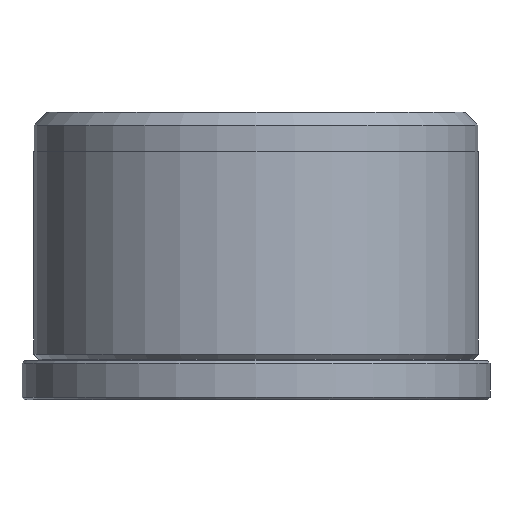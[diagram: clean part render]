
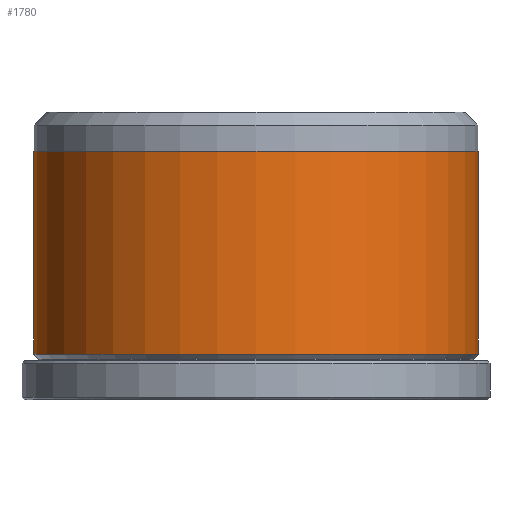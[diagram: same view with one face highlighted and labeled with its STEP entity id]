
A CAD part, front view. The second image highlights one B-rep face of the part: STEP entity #1780.
In plain terms, the highlighted cylindrical face has radius 17 mm (diameter 34 mm), a partial arc.
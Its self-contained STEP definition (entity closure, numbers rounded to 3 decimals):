
#109 = AXIS2_PLACEMENT_3D ( 'NONE', #2142, #2416, #2214 ) ;
#112 = AXIS2_PLACEMENT_3D ( 'NONE', #1982, #1981, #1978 ) ;
#176 = CARTESIAN_POINT ( 'NONE',  ( 17., 0., 19. ) ) ;
#211 = VERTEX_POINT ( 'NONE', #2207 ) ;
#386 = CARTESIAN_POINT ( 'NONE',  ( 17., 0., 3.5 ) ) ;
#493 = AXIS2_PLACEMENT_3D ( 'NONE', #1162, #1146, #1102 ) ;
#546 = VECTOR ( 'NONE', #2178, 1000. ) ;
#602 = VECTOR ( 'NONE', #2187, 1000. ) ;
#664 = LINE ( 'NONE', #2174, #602 ) ;
#722 = VERTEX_POINT ( 'NONE', #176 ) ;
#1075 = EDGE_LOOP ( 'NONE', ( #2441, #2423, #2492, #1393 ) ) ;
#1090 = LINE ( 'NONE', #2124, #546 ) ;
#1102 = DIRECTION ( 'NONE',  ( -1., 0., 0. ) ) ;
#1146 = DIRECTION ( 'NONE',  ( 0., 0., -1. ) ) ;
#1162 = CARTESIAN_POINT ( 'NONE',  ( 0., 0., 22. ) ) ;
#1205 = VERTEX_POINT ( 'NONE', #386 ) ;
#1393 = ORIENTED_EDGE ( 'NONE', *, *, #2135, .F. ) ;
#1432 = FACE_OUTER_BOUND ( 'NONE', #1075, .T. ) ;
#1524 = CIRCLE ( 'NONE', #112, 17. ) ;
#1780 = ADVANCED_FACE ( 'NONE', ( #1432 ), #1917, .T. ) ;
#1906 = CARTESIAN_POINT ( 'NONE',  ( -17., 0., 19. ) ) ;
#1917 = CYLINDRICAL_SURFACE ( 'NONE', #493, 17. ) ;
#1978 = DIRECTION ( 'NONE',  ( 1., 0., 0. ) ) ;
#1981 = DIRECTION ( 'NONE',  ( 0., 0., 1. ) ) ;
#1982 = CARTESIAN_POINT ( 'NONE',  ( 0., 0., 19. ) ) ;
#2102 = VERTEX_POINT ( 'NONE', #1906 ) ;
#2118 = EDGE_CURVE ( 'NONE', #722, #1205, #664, .T. ) ;
#2121 = EDGE_CURVE ( 'NONE', #2102, #211, #1090, .T. ) ;
#2122 = EDGE_CURVE ( 'NONE', #2102, #722, #1524, .T. ) ;
#2124 = CARTESIAN_POINT ( 'NONE',  ( -17., 0., 22. ) ) ;
#2131 = CIRCLE ( 'NONE', #109, 17. ) ;
#2135 = EDGE_CURVE ( 'NONE', #1205, #211, #2131, .T. ) ;
#2142 = CARTESIAN_POINT ( 'NONE',  ( 0., 0., 3.5 ) ) ;
#2174 = CARTESIAN_POINT ( 'NONE',  ( 17., 0., 22. ) ) ;
#2178 = DIRECTION ( 'NONE',  ( 0., 0., -1. ) ) ;
#2187 = DIRECTION ( 'NONE',  ( 0., 0., -1. ) ) ;
#2207 = CARTESIAN_POINT ( 'NONE',  ( -17., 0., 3.5 ) ) ;
#2214 = DIRECTION ( 'NONE',  ( -1., 0., 0. ) ) ;
#2416 = DIRECTION ( 'NONE',  ( 0., 0., -1. ) ) ;
#2423 = ORIENTED_EDGE ( 'NONE', *, *, #2122, .F. ) ;
#2441 = ORIENTED_EDGE ( 'NONE', *, *, #2118, .F. ) ;
#2492 = ORIENTED_EDGE ( 'NONE', *, *, #2121, .T. ) ;
